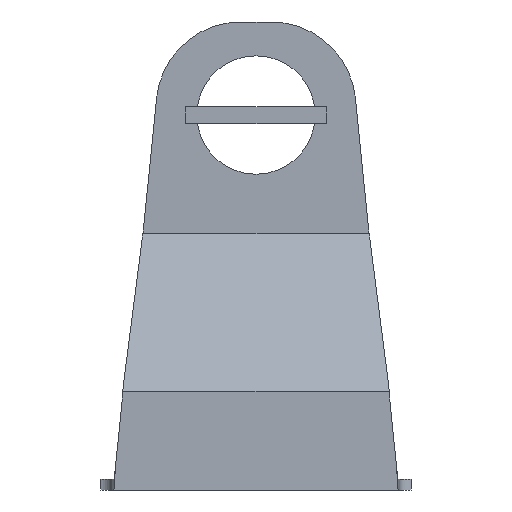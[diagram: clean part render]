
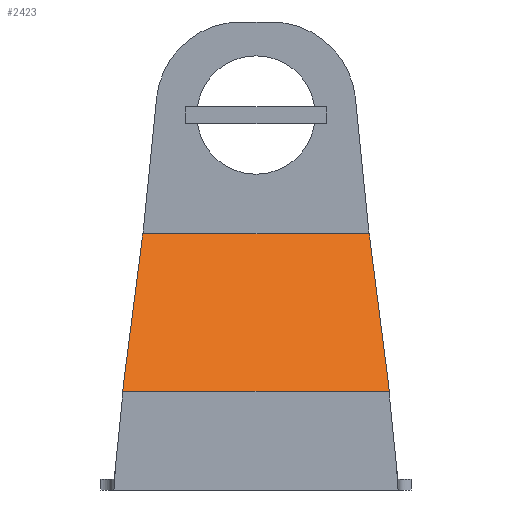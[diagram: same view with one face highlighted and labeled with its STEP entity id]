
A CAD part, left-side view. The second image highlights one B-rep face of the part: STEP entity #2423.
In plain terms, the highlighted planar face has unit normal (-0.779, 0, 0.627).
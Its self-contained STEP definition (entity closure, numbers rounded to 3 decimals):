
#30 = LINE ( 'NONE', #2949, #2986 ) ;
#97 = CARTESIAN_POINT ( 'NONE',  ( -37.126, 23.549, 18.602 ) ) ;
#235 = VECTOR ( 'NONE', #3183, 1000. ) ;
#242 = CARTESIAN_POINT ( 'NONE',  ( -37.126, 23.549, 18.602 ) ) ;
#285 = ORIENTED_EDGE ( 'NONE', *, *, #629, .T. ) ;
#331 = VERTEX_POINT ( 'NONE', #3049 ) ;
#524 = CARTESIAN_POINT ( 'NONE',  ( -15.955, 20.16, 44.882 ) ) ;
#629 = EDGE_CURVE ( 'NONE', #2761, #2675, #3145, .T. ) ;
#658 = VERTEX_POINT ( 'NONE', #3453 ) ;
#673 = LINE ( 'NONE', #1217, #2732 ) ;
#753 = EDGE_CURVE ( 'NONE', #2204, #658, #2054, .T. ) ;
#779 = ORIENTED_EDGE ( 'NONE', *, *, #2982, .F. ) ;
#928 = ORIENTED_EDGE ( 'NONE', *, *, #2185, .F. ) ;
#1055 = DIRECTION ( 'NONE',  ( -0.624, -0.1, -0.775 ) ) ;
#1071 = CARTESIAN_POINT ( 'NONE',  ( -37.417, -23.579, 18.24 ) ) ;
#1084 = CARTESIAN_POINT ( 'NONE',  ( -37.126, -23.549, 18.602 ) ) ;
#1098 = CARTESIAN_POINT ( 'NONE',  ( -15.512, 20.072, 45.431 ) ) ;
#1199 = CARTESIAN_POINT ( 'NONE',  ( -37.126, -23.549, 18.602 ) ) ;
#1217 = CARTESIAN_POINT ( 'NONE',  ( -49.575, 25.542, 3.149 ) ) ;
#1274 = CARTESIAN_POINT ( 'NONE',  ( -37.709, 23.61, 17.878 ) ) ;
#1351 = CARTESIAN_POINT ( 'NONE',  ( -37.709, -23.61, 17.878 ) ) ;
#1373 = VERTEX_POINT ( 'NONE', #97 ) ;
#1462 = ORIENTED_EDGE ( 'NONE', *, *, #3027, .T. ) ;
#1491 = CARTESIAN_POINT ( 'NONE',  ( -15.955, -20.16, 44.882 ) ) ;
#1588 = DIRECTION ( 'NONE',  ( 0., 1., 0. ) ) ;
#1589 = VERTEX_POINT ( 'NONE', #1199 ) ;
#1705 = EDGE_LOOP ( 'NONE', ( #928, #1462, #1821, #2212, #2336, #285, #779, #3373 ) ) ;
#1708 = CARTESIAN_POINT ( 'NONE',  ( -15.512, -20.072, 45.431 ) ) ;
#1793 = CARTESIAN_POINT ( 'NONE',  ( -15.807, -20.129, 45.065 ) ) ;
#1799 = VECTOR ( 'NONE', #1588, 1000. ) ;
#1821 = ORIENTED_EDGE ( 'NONE', *, *, #753, .F. ) ;
#1851 = CARTESIAN_POINT ( 'NONE',  ( -15.807, 20.129, 45.065 ) ) ;
#1852 = CARTESIAN_POINT ( 'NONE',  ( -38., -23.637, 17.517 ) ) ;
#2054 = LINE ( 'NONE', #2688, #1799 ) ;
#2097 = CARTESIAN_POINT ( 'NONE',  ( -38., 23.637, 17.517 ) ) ;
#2142 = CARTESIAN_POINT ( 'NONE',  ( -15.66, 20.099, 45.248 ) ) ;
#2185 = EDGE_CURVE ( 'NONE', #1373, #331, #673, .T. ) ;
#2204 = VERTEX_POINT ( 'NONE', #3358 ) ;
#2212 = ORIENTED_EDGE ( 'NONE', *, *, #3430, .F. ) ;
#2336 = ORIENTED_EDGE ( 'NONE', *, *, #3384, .F. ) ;
#2350 = EDGE_CURVE ( 'NONE', #331, #3197, #2945, .T. ) ;
#2352 = CARTESIAN_POINT ( 'NONE',  ( -15.66, -20.099, 45.248 ) ) ;
#2355 = CARTESIAN_POINT ( 'NONE',  ( -60.675, 0., -10.63 ) ) ;
#2413 = B_SPLINE_CURVE_WITH_KNOTS ( 'NONE', 3,
 ( #242, #3429, #1274, #2097 ),
 .UNSPECIFIED., .F., .F.,
 ( 4, 4 ),
 ( 0.011, 0.012 ),
 .UNSPECIFIED. ) ;
#2423 = ADVANCED_FACE ( 'NONE', ( #2729 ), #3179, .F. ) ;
#2604 = CARTESIAN_POINT ( 'NONE',  ( -15.512, -20.072, 45.431 ) ) ;
#2663 = DIRECTION ( 'NONE',  ( -0.627, 0., -0.779 ) ) ;
#2675 = VERTEX_POINT ( 'NONE', #1708 ) ;
#2688 = CARTESIAN_POINT ( 'NONE',  ( -38., 0., 17.517 ) ) ;
#2705 = LINE ( 'NONE', #3169, #235 ) ;
#2729 = FACE_OUTER_BOUND ( 'NONE', #1705, .T. ) ;
#2732 = VECTOR ( 'NONE', #3328, 1000. ) ;
#2761 = VERTEX_POINT ( 'NONE', #1491 ) ;
#2945 = B_SPLINE_CURVE_WITH_KNOTS ( 'NONE', 3,
 ( #524, #1851, #2142, #3443 ),
 .UNSPECIFIED., .F., .F.,
 ( 4, 4 ),
 ( 0.005, 0.006 ),
 .UNSPECIFIED. ) ;
#2949 = CARTESIAN_POINT ( 'NONE',  ( -49.575, -25.542, 3.149 ) ) ;
#2960 = B_SPLINE_CURVE_WITH_KNOTS ( 'NONE', 3,
 ( #1084, #1071, #1351, #1852 ),
 .UNSPECIFIED., .F., .F.,
 ( 4, 4 ),
 ( 0.011, 0.012 ),
 .UNSPECIFIED. ) ;
#2982 = EDGE_CURVE ( 'NONE', #3197, #2675, #2705, .T. ) ;
#2986 = VECTOR ( 'NONE', #1055, 1000. ) ;
#3027 = EDGE_CURVE ( 'NONE', #1373, #658, #2413, .T. ) ;
#3049 = CARTESIAN_POINT ( 'NONE',  ( -15.955, 20.16, 44.882 ) ) ;
#3110 = CARTESIAN_POINT ( 'NONE',  ( -15.955, -20.16, 44.882 ) ) ;
#3145 = B_SPLINE_CURVE_WITH_KNOTS ( 'NONE', 3,
 ( #3110, #1793, #2352, #2604 ),
 .UNSPECIFIED., .F., .F.,
 ( 4, 4 ),
 ( 0.005, 0.006 ),
 .UNSPECIFIED. ) ;
#3169 = CARTESIAN_POINT ( 'NONE',  ( -15.512, 0., 45.431 ) ) ;
#3179 = PLANE ( 'NONE',  #3193 ) ;
#3183 = DIRECTION ( 'NONE',  ( 0., -1., 0. ) ) ;
#3190 = DIRECTION ( 'NONE',  ( 0.779, 0., -0.627 ) ) ;
#3193 = AXIS2_PLACEMENT_3D ( 'NONE', #2355, #3190, #2663 ) ;
#3197 = VERTEX_POINT ( 'NONE', #1098 ) ;
#3328 = DIRECTION ( 'NONE',  ( 0.624, -0.1, 0.775 ) ) ;
#3358 = CARTESIAN_POINT ( 'NONE',  ( -38., -23.637, 17.517 ) ) ;
#3373 = ORIENTED_EDGE ( 'NONE', *, *, #2350, .F. ) ;
#3384 = EDGE_CURVE ( 'NONE', #2761, #1589, #30, .T. ) ;
#3429 = CARTESIAN_POINT ( 'NONE',  ( -37.417, 23.579, 18.24 ) ) ;
#3430 = EDGE_CURVE ( 'NONE', #1589, #2204, #2960, .T. ) ;
#3443 = CARTESIAN_POINT ( 'NONE',  ( -15.512, 20.072, 45.431 ) ) ;
#3453 = CARTESIAN_POINT ( 'NONE',  ( -38., 23.637, 17.517 ) ) ;
